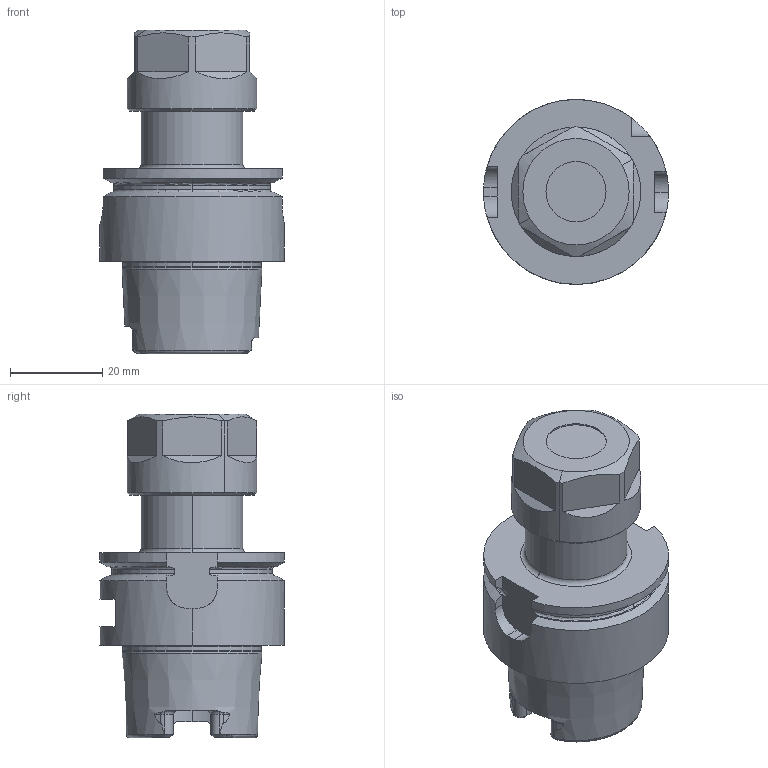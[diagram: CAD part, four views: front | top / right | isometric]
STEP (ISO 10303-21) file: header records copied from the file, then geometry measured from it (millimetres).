
FILE_DESCRIPTION(/* description */ (''),/* implementation_level */ '2;1');
FILE_NAME(/* name */ 'W2300059_A__specification_W2300059_Aussen_.stp',/* time_stamp */ '2014-04-01T09:13:05+02:00',/* author */ (''),/* organization */ (''),/* preprocessor_version */ 'ST-DEVELOPER v11',/* originating_system */ 'SIEMENS PLM Software NX 7.5',/* authorisation */ '');
FILE_SCHEMA (('AUTOMOTIVE_DESIGN { 1 0 10303 214 1 1 1 1 }'));
Length unit declared in the file: millimetre
Products named in the file (1): Webe0044c9q8
Bounding box: 40 x 40 x 70 mm (x, y, z)
Volume: 44431 mm3; surface area: 11096.3 mm2
Topology: 1 solids, 1 shells, 143 faces, 375 edges, 239 vertices
Faces by surface type: plane 58, cylinder 36, cone 25, torus 24
Entity records: 5110 total; most frequent: CARTESIAN_POINT 1605, ORIENTED_EDGE 756, DIRECTION 717, EDGE_CURVE 378, AXIS2_PLACEMENT_3D 286, VERTEX_POINT 243, EDGE_LOOP 149, LINE 145
